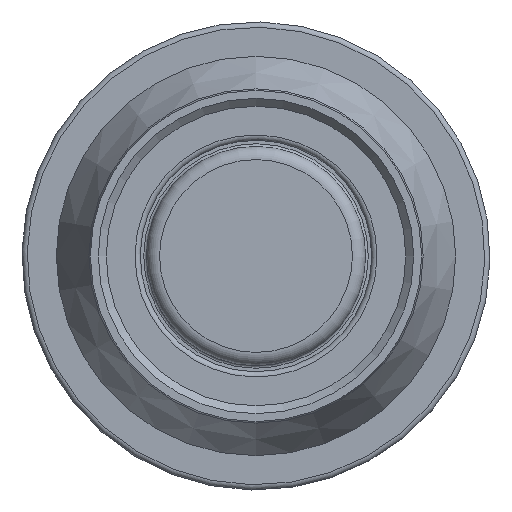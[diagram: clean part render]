
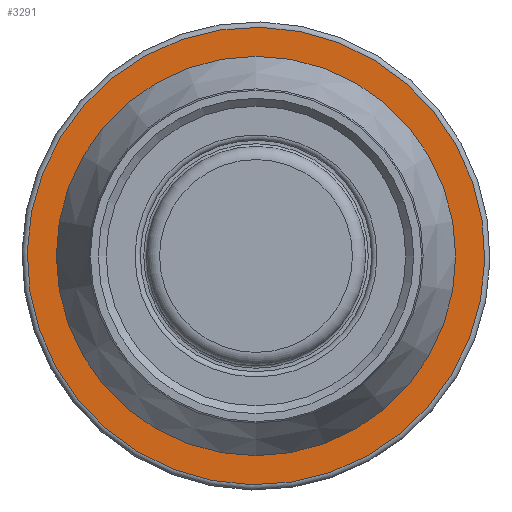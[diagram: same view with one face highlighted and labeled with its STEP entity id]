
A CAD part, front view. The second image highlights one B-rep face of the part: STEP entity #3291.
In plain terms, the highlighted planar face has unit normal (0, -1, 0).
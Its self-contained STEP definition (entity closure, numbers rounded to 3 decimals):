
#635=ORIENTED_EDGE('',*,*,#1600,.T.);
#636=ORIENTED_EDGE('',*,*,#1616,.T.);
#1600=EDGE_CURVE('',#2100,#2100,#2450,.F.);
#1616=EDGE_CURVE('',#2116,#2116,#2466,.T.);
#2100=VERTEX_POINT('',#4836);
#2116=VERTEX_POINT('',#4886);
#2450=CIRCLE('',#3502,37.8);
#2466=CIRCLE('',#3536,43.3);
#2679=EDGE_LOOP('',(#635));
#2680=EDGE_LOOP('',(#636));
#2955=FACE_BOUND('',#2679,.T.);
#2956=FACE_BOUND('',#2680,.T.);
#3198=PLANE('',#3535);
#3291=ADVANCED_FACE('',(#2955,#2956),#3198,.T.);
#3502=AXIS2_PLACEMENT_3D('',#4835,#3905,#3906);
#3535=AXIS2_PLACEMENT_3D('',#4884,#3971,#3972);
#3536=AXIS2_PLACEMENT_3D('',#4885,#3973,#3974);
#3905=DIRECTION('',(0.,-1.,0.));
#3906=DIRECTION('',(0.,0.,-1.));
#3971=DIRECTION('',(0.,-1.,0.));
#3972=DIRECTION('',(-0.02,0.,-1.));
#3973=DIRECTION('',(0.,-1.,0.));
#3974=DIRECTION('',(-0.02,0.,-1.));
#4835=CARTESIAN_POINT('',(0.,-1.2,0.));
#4836=CARTESIAN_POINT('',(0.,-1.2,-37.8));
#4884=CARTESIAN_POINT('',(29.944,-1.2,-0.611));
#4885=CARTESIAN_POINT('',(0.,-1.2,0.));
#4886=CARTESIAN_POINT('',(-0.884,-1.2,-43.291));
